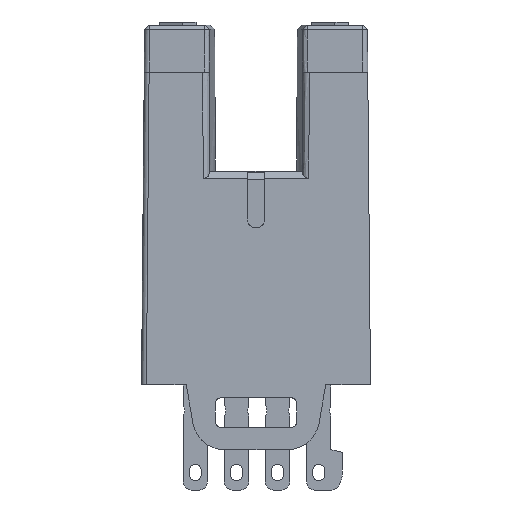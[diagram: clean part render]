
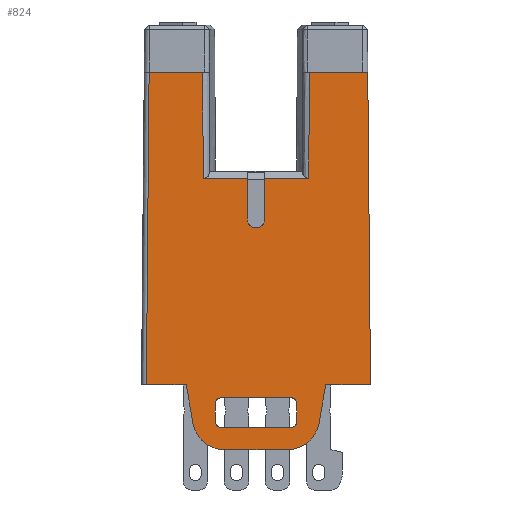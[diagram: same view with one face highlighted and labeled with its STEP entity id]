
A CAD part, left-side view. The second image highlights one B-rep face of the part: STEP entity #824.
In plain terms, the highlighted planar face has unit normal (-1, 0, 0.009).
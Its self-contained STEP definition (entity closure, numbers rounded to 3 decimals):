
#824=ADVANCED_FACE('',(#1215,#1216),#1021,.T.);
#1021=PLANE('',#4246);
#1215=FACE_BOUND('',#1251,.T.);
#1216=FACE_BOUND('',#1252,.T.);
#1251=EDGE_LOOP('',(#2212,#2213,#2214,#2215,#2216,#2217,#2218,#2219,#2220,
#2221,#2222,#2223,#2224,#2225,#2226,#2227,#2228,#2229));
#1252=EDGE_LOOP('',(#2230,#2231,#2232,#2233,#2234,#2235,#2236,#2237));
#1472=LINE('',#5561,#1818);
#1497=LINE('',#5654,#1843);
#1502=LINE('',#5667,#1848);
#1504=LINE('',#5671,#1850);
#1505=LINE('',#5673,#1851);
#1506=LINE('',#5677,#1852);
#1507=LINE('',#5681,#1853);
#1508=LINE('',#5682,#1854);
#1509=LINE('',#5686,#1855);
#1510=LINE('',#5688,#1856);
#1511=LINE('',#5692,#1857);
#1512=LINE('',#5694,#1858);
#1513=LINE('',#5698,#1859);
#1514=LINE('',#5699,#1860);
#1515=LINE('',#5704,#1861);
#1516=LINE('',#5708,#1862);
#1517=LINE('',#5712,#1863);
#1818=VECTOR('',#4565,1.);
#1843=VECTOR('',#4600,1.);
#1848=VECTOR('',#4609,1.);
#1850=VECTOR('',#4613,1.);
#1851=VECTOR('',#4614,1.);
#1852=VECTOR('',#4617,1.);
#1853=VECTOR('',#4620,1.);
#1854=VECTOR('',#4621,1.);
#1855=VECTOR('',#4624,1.);
#1856=VECTOR('',#4625,1.);
#1857=VECTOR('',#4628,1.);
#1858=VECTOR('',#4629,1.);
#1859=VECTOR('',#4632,1.);
#1860=VECTOR('',#4633,1.);
#1861=VECTOR('',#4636,1.);
#1862=VECTOR('',#4639,1.);
#1863=VECTOR('',#4642,1.);
#2212=ORIENTED_EDGE('',*,*,#3667,.T.);
#2213=ORIENTED_EDGE('',*,*,#3658,.F.);
#2214=ORIENTED_EDGE('',*,*,#3668,.T.);
#2215=ORIENTED_EDGE('',*,*,#3669,.T.);
#2216=ORIENTED_EDGE('',*,*,#3670,.T.);
#2217=ORIENTED_EDGE('',*,*,#3671,.T.);
#2218=ORIENTED_EDGE('',*,*,#3672,.T.);
#2219=ORIENTED_EDGE('',*,*,#3665,.F.);
#2220=ORIENTED_EDGE('',*,*,#3627,.F.);
#2221=ORIENTED_EDGE('',*,*,#3673,.T.);
#2222=ORIENTED_EDGE('',*,*,#3674,.F.);
#2223=ORIENTED_EDGE('',*,*,#3675,.F.);
#2224=ORIENTED_EDGE('',*,*,#3676,.F.);
#2225=ORIENTED_EDGE('',*,*,#3677,.F.);
#2226=ORIENTED_EDGE('',*,*,#3678,.F.);
#2227=ORIENTED_EDGE('',*,*,#3679,.F.);
#2228=ORIENTED_EDGE('',*,*,#3680,.F.);
#2229=ORIENTED_EDGE('',*,*,#3681,.F.);
#2230=ORIENTED_EDGE('',*,*,#3682,.F.);
#2231=ORIENTED_EDGE('',*,*,#3683,.F.);
#2232=ORIENTED_EDGE('',*,*,#3684,.T.);
#2233=ORIENTED_EDGE('',*,*,#3685,.F.);
#2234=ORIENTED_EDGE('',*,*,#3686,.F.);
#2235=ORIENTED_EDGE('',*,*,#3687,.F.);
#2236=ORIENTED_EDGE('',*,*,#3688,.F.);
#2237=ORIENTED_EDGE('',*,*,#3689,.F.);
#3267=VERTEX_POINT('',#5560);
#3268=VERTEX_POINT('',#5562);
#3298=VERTEX_POINT('',#5653);
#3299=VERTEX_POINT('',#5655);
#3305=VERTEX_POINT('',#5668);
#3306=VERTEX_POINT('',#5672);
#3307=VERTEX_POINT('',#5674);
#3308=VERTEX_POINT('',#5676);
#3309=VERTEX_POINT('',#5678);
#3310=VERTEX_POINT('',#5680);
#3311=VERTEX_POINT('',#5683);
#3312=VERTEX_POINT('',#5685);
#3313=VERTEX_POINT('',#5687);
#3314=VERTEX_POINT('',#5689);
#3315=VERTEX_POINT('',#5691);
#3316=VERTEX_POINT('',#5693);
#3317=VERTEX_POINT('',#5695);
#3318=VERTEX_POINT('',#5697);
#3319=VERTEX_POINT('',#5700);
#3320=VERTEX_POINT('',#5701);
#3321=VERTEX_POINT('',#5703);
#3322=VERTEX_POINT('',#5705);
#3323=VERTEX_POINT('',#5707);
#3324=VERTEX_POINT('',#5709);
#3325=VERTEX_POINT('',#5711);
#3326=VERTEX_POINT('',#5713);
#3627=EDGE_CURVE('',#3267,#3268,#1472,.T.);
#3658=EDGE_CURVE('',#3298,#3299,#1497,.T.);
#3665=EDGE_CURVE('',#3268,#3305,#1502,.T.);
#3667=EDGE_CURVE('',#3306,#3299,#1504,.T.);
#3668=EDGE_CURVE('',#3298,#3307,#1505,.T.);
#3669=EDGE_CURVE('',#3307,#3308,#4169,.T.);
#3670=EDGE_CURVE('',#3308,#3309,#1506,.T.);
#3671=EDGE_CURVE('',#3309,#3310,#4170,.T.);
#3672=EDGE_CURVE('',#3310,#3305,#1507,.T.);
#3673=EDGE_CURVE('',#3267,#3311,#1508,.T.);
#3674=EDGE_CURVE('',#3312,#3311,#4171,.T.);
#3675=EDGE_CURVE('',#3313,#3312,#1509,.T.);
#3676=EDGE_CURVE('',#3314,#3313,#1510,.T.);
#3677=EDGE_CURVE('',#3315,#3314,#4172,.T.);
#3678=EDGE_CURVE('',#3316,#3315,#1511,.T.);
#3679=EDGE_CURVE('',#3317,#3316,#1512,.T.);
#3680=EDGE_CURVE('',#3318,#3317,#4173,.T.);
#3681=EDGE_CURVE('',#3306,#3318,#1513,.T.);
#3682=EDGE_CURVE('',#3319,#3320,#1514,.T.);
#3683=EDGE_CURVE('',#3321,#3319,#4174,.T.);
#3684=EDGE_CURVE('',#3321,#3322,#1515,.T.);
#3685=EDGE_CURVE('',#3323,#3322,#4175,.T.);
#3686=EDGE_CURVE('',#3324,#3323,#1516,.T.);
#3687=EDGE_CURVE('',#3325,#3324,#4176,.T.);
#3688=EDGE_CURVE('',#3326,#3325,#1517,.T.);
#3689=EDGE_CURVE('',#3320,#3326,#4177,.T.);
#4169=ELLIPSE('',#4237,2.,2.);
#4170=ELLIPSE('',#4238,2.,2.);
#4171=ELLIPSE('',#4239,1544.038,10.779);
#4172=ELLIPSE('',#4240,0.55,0.55);
#4173=ELLIPSE('',#4241,1544.038,10.779);
#4174=ELLIPSE('',#4242,0.3,0.3);
#4175=ELLIPSE('',#4243,0.3,0.3);
#4176=ELLIPSE('',#4244,0.3,0.3);
#4177=ELLIPSE('',#4245,0.3,0.3);
#4237=AXIS2_PLACEMENT_3D('',#5675,#4615,#4616);
#4238=AXIS2_PLACEMENT_3D('',#5679,#4618,#4619);
#4239=AXIS2_PLACEMENT_3D('',#5684,#4622,#4623);
#4240=AXIS2_PLACEMENT_3D('',#5690,#4626,#4627);
#4241=AXIS2_PLACEMENT_3D('',#5696,#4630,#4631);
#4242=AXIS2_PLACEMENT_3D('',#5702,#4634,#4635);
#4243=AXIS2_PLACEMENT_3D('',#5706,#4637,#4638);
#4244=AXIS2_PLACEMENT_3D('',#5710,#4640,#4641);
#4245=AXIS2_PLACEMENT_3D('',#5714,#4643,#4644);
#4246=AXIS2_PLACEMENT_3D('',#5715,#4645,#4646);
#4565=DIRECTION('',(-0.009,-0.009,-1.));
#4600=DIRECTION('',(0.,1.,0.));
#4609=DIRECTION('',(0.,1.,0.));
#4613=DIRECTION('',(-0.009,0.009,-1.));
#4614=DIRECTION('',(-0.009,-0.174,-0.985));
#4615=DIRECTION('',(-1.,0.,0.009));
#4616=DIRECTION('',(0.009,0.,1.));
#4617=DIRECTION('',(0.,-1.,0.));
#4618=DIRECTION('',(-1.,0.,0.009));
#4619=DIRECTION('',(0.009,0.,1.));
#4620=DIRECTION('',(0.009,-0.174,0.985));
#4621=DIRECTION('',(0.,1.,0.));
#4622=DIRECTION('',(1.,0.,-0.009));
#4623=DIRECTION('',(-0.009,0.,-1.));
#4624=DIRECTION('',(0.,-1.,0.));
#4625=DIRECTION('',(0.009,0.009,1.));
#4626=DIRECTION('',(-1.,0.,0.009));
#4627=DIRECTION('',(-0.009,0.,-1.));
#4628=DIRECTION('',(-0.009,0.009,-1.));
#4629=DIRECTION('',(0.,-1.,0.));
#4630=DIRECTION('',(1.,0.,-0.009));
#4631=DIRECTION('',(-0.009,0.,-1.));
#4632=DIRECTION('',(0.,-1.,0.));
#4633=DIRECTION('',(0.,-1.,0.));
#4634=DIRECTION('',(-1.,0.,0.009));
#4635=DIRECTION('',(0.009,0.,1.));
#4636=DIRECTION('',(0.009,0.,1.));
#4637=DIRECTION('',(-1.,0.,0.009));
#4638=DIRECTION('',(0.009,0.,1.));
#4639=DIRECTION('',(0.,1.,0.));
#4640=DIRECTION('',(-1.,0.,0.009));
#4641=DIRECTION('',(0.009,0.,1.));
#4642=DIRECTION('',(0.009,0.,1.));
#4643=DIRECTION('',(-1.,0.,0.009));
#4644=DIRECTION('',(0.009,0.,1.));
#4645=DIRECTION('',(-1.,0.,0.009));
#4646=DIRECTION('',(-0.009,0.,-1.));
#5560=CARTESIAN_POINT('',(77.043,77.252,14.3));
#5561=CARTESIAN_POINT('',(76.997,77.206,9.028));
#5562=CARTESIAN_POINT('',(76.874,77.084,-5.));
#5653=CARTESIAN_POINT('',(76.874,88.452,-5.));
#5654=CARTESIAN_POINT('',(76.874,74.149,-5.));
#5655=CARTESIAN_POINT('',(76.874,90.914,-5.));
#5667=CARTESIAN_POINT('',(76.874,74.149,-5.));
#5668=CARTESIAN_POINT('',(76.874,79.845,-5.));
#5671=CARTESIAN_POINT('',(76.874,90.914,-5.003));
#5672=CARTESIAN_POINT('',(77.043,90.746,14.3));
#5673=CARTESIAN_POINT('',(76.875,88.457,-4.974));
#5674=CARTESIAN_POINT('',(76.854,88.038,-7.347));
#5675=CARTESIAN_POINT('',(76.857,86.069,-7.));
#5676=CARTESIAN_POINT('',(76.839,86.069,-9.));
#5677=CARTESIAN_POINT('',(76.839,74.149,-9.));
#5678=CARTESIAN_POINT('',(76.839,82.229,-9.));
#5679=CARTESIAN_POINT('',(76.857,82.229,-7.));
#5680=CARTESIAN_POINT('',(76.854,80.259,-7.347));
#5681=CARTESIAN_POINT('',(76.875,79.841,-4.974));
#5682=CARTESIAN_POINT('',(77.043,74.149,14.3));
#5683=CARTESIAN_POINT('',(77.043,80.866,14.3));
#5684=CARTESIAN_POINT('',(71.614,71.,-607.769));
#5685=CARTESIAN_POINT('',(76.986,80.886,7.75));
#5686=CARTESIAN_POINT('',(76.986,74.149,7.75));
#5687=CARTESIAN_POINT('',(76.986,83.621,7.75));
#5688=CARTESIAN_POINT('',(76.996,83.631,8.917));
#5689=CARTESIAN_POINT('',(76.964,83.599,5.25));
#5690=CARTESIAN_POINT('',(76.964,84.149,5.25));
#5691=CARTESIAN_POINT('',(76.964,84.699,5.25));
#5692=CARTESIAN_POINT('',(76.997,84.665,9.092));
#5693=CARTESIAN_POINT('',(76.986,84.677,7.75));
#5694=CARTESIAN_POINT('',(76.986,74.149,7.75));
#5695=CARTESIAN_POINT('',(76.986,87.411,7.75));
#5696=CARTESIAN_POINT('',(71.614,97.297,-607.769));
#5697=CARTESIAN_POINT('',(77.043,87.431,14.3));
#5698=CARTESIAN_POINT('',(77.043,79.537,14.3));
#5699=CARTESIAN_POINT('',(76.852,74.149,-7.6));
#5700=CARTESIAN_POINT('',(76.852,86.35,-7.6));
#5701=CARTESIAN_POINT('',(76.852,81.948,-7.6));
#5702=CARTESIAN_POINT('',(76.854,86.35,-7.3));
#5703=CARTESIAN_POINT('',(76.854,86.65,-7.3));
#5704=CARTESIAN_POINT('',(76.852,86.65,-7.598));
#5705=CARTESIAN_POINT('',(76.865,86.65,-6.1));
#5706=CARTESIAN_POINT('',(76.865,86.35,-6.1));
#5707=CARTESIAN_POINT('',(76.867,86.35,-5.8));
#5708=CARTESIAN_POINT('',(76.867,74.149,-5.8));
#5709=CARTESIAN_POINT('',(76.867,81.948,-5.8));
#5710=CARTESIAN_POINT('',(76.865,81.948,-6.1));
#5711=CARTESIAN_POINT('',(76.865,81.648,-6.1));
#5712=CARTESIAN_POINT('',(76.997,81.648,9.));
#5713=CARTESIAN_POINT('',(76.854,81.648,-7.3));
#5714=CARTESIAN_POINT('',(76.854,81.948,-7.3));
#5715=CARTESIAN_POINT('',(76.997,74.149,9.));
